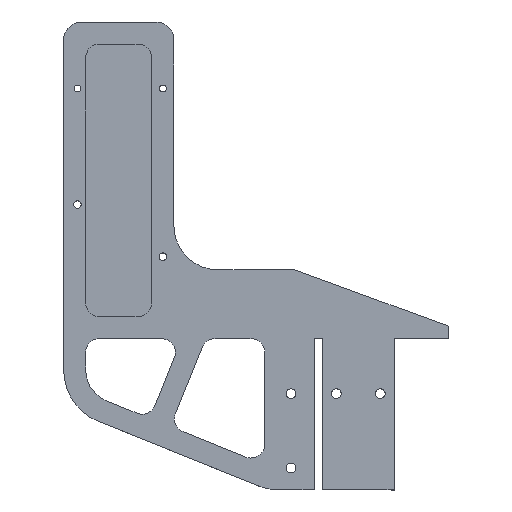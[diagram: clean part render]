
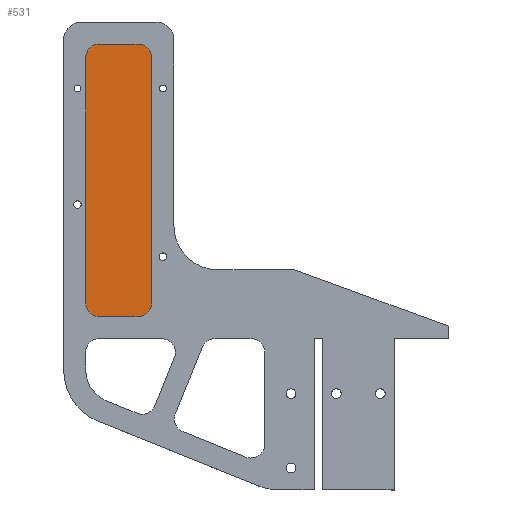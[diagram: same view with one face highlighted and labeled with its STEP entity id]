
A CAD part, top view. The second image highlights one B-rep face of the part: STEP entity #531.
In plain terms, the highlighted planar face has unit normal (0, 0, 1).
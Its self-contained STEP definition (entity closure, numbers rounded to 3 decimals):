
#24 = VECTOR ( 'NONE', #485, 1000. ) ;
#56 = ORIENTED_EDGE ( 'NONE', *, *, #1494, .F. ) ;
#80 = FACE_OUTER_BOUND ( 'NONE', #1443, .T. ) ;
#81 = DIRECTION ( 'NONE',  ( -1., 0., 0. ) ) ;
#84 = AXIS2_PLACEMENT_3D ( 'NONE', #704, #1352, #501 ) ;
#117 = ORIENTED_EDGE ( 'NONE', *, *, #997, .F. ) ;
#119 = ORIENTED_EDGE ( 'NONE', *, *, #1730, .F. ) ;
#170 = DIRECTION ( 'NONE',  ( 0., 0., 1. ) ) ;
#179 = VECTOR ( 'NONE', #544, 1000. ) ;
#180 = CIRCLE ( 'NONE', #539, 5. ) ;
#282 = CARTESIAN_POINT ( 'NONE',  ( -87.352, 288., 94. ) ) ;
#285 = ORIENTED_EDGE ( 'NONE', *, *, #1064, .F. ) ;
#351 = CARTESIAN_POINT ( 'NONE',  ( -92.352, 293., 94. ) ) ;
#353 = AXIS2_PLACEMENT_3D ( 'NONE', #351, #1201, #850 ) ;
#485 = DIRECTION ( 'NONE',  ( 0., 1., 0. ) ) ;
#501 = DIRECTION ( 'NONE',  ( -1., 0., 0. ) ) ;
#529 = CARTESIAN_POINT ( 'NONE',  ( -106.352, 382., 94. ) ) ;
#531 = ADVANCED_FACE ( 'NONE', ( #80 ), #688, .T. ) ;
#539 = AXIS2_PLACEMENT_3D ( 'NONE', #529, #1932, #632 ) ;
#544 = DIRECTION ( 'NONE',  ( 0., -1., 0. ) ) ;
#572 = CARTESIAN_POINT ( 'NONE',  ( -92.352, 288., 94. ) ) ;
#575 = CARTESIAN_POINT ( 'NONE',  ( -87.352, 293., 94. ) ) ;
#632 = DIRECTION ( 'NONE',  ( -1., 0., 0. ) ) ;
#637 = DIRECTION ( 'NONE',  ( -1., 0., 0. ) ) ;
#639 = CIRCLE ( 'NONE', #1757, 5. ) ;
#659 = VERTEX_POINT ( 'NONE', #1766 ) ;
#661 = VECTOR ( 'NONE', #637, 1000. ) ;
#669 = CARTESIAN_POINT ( 'NONE',  ( -111.352, 288., 94. ) ) ;
#681 = EDGE_CURVE ( 'NONE', #699, #1530, #180, .T. ) ;
#688 = PLANE ( 'NONE',  #1218 ) ;
#699 = VERTEX_POINT ( 'NONE', #1818 ) ;
#704 = CARTESIAN_POINT ( 'NONE',  ( -106.352, 293., 94. ) ) ;
#762 = DIRECTION ( 'NONE',  ( 1., 0., 0. ) ) ;
#850 = DIRECTION ( 'NONE',  ( -1., 0., 0. ) ) ;
#868 = EDGE_CURVE ( 'NONE', #659, #699, #934, .T. ) ;
#888 = VERTEX_POINT ( 'NONE', #2018 ) ;
#934 = LINE ( 'NONE', #669, #24 ) ;
#951 = EDGE_CURVE ( 'NONE', #1367, #2034, #2045, .T. ) ;
#987 = LINE ( 'NONE', #2073, #179 ) ;
#997 = EDGE_CURVE ( 'NONE', #1691, #659, #1138, .T. ) ;
#1064 = EDGE_CURVE ( 'NONE', #888, #1367, #987, .T. ) ;
#1100 = CARTESIAN_POINT ( 'NONE',  ( -92.352, 382., 94. ) ) ;
#1138 = CIRCLE ( 'NONE', #84, 5. ) ;
#1177 = ORIENTED_EDGE ( 'NONE', *, *, #1525, .F. ) ;
#1201 = DIRECTION ( 'NONE',  ( 0., 0., -1. ) ) ;
#1218 = AXIS2_PLACEMENT_3D ( 'NONE', #1868, #170, #1861 ) ;
#1261 = ORIENTED_EDGE ( 'NONE', *, *, #868, .F. ) ;
#1287 = DIRECTION ( 'NONE',  ( 0., 0., -1. ) ) ;
#1352 = DIRECTION ( 'NONE',  ( 0., 0., -1. ) ) ;
#1367 = VERTEX_POINT ( 'NONE', #575 ) ;
#1443 = EDGE_LOOP ( 'NONE', ( #56, #1827, #1261, #117, #119, #1665, #285, #1177 ) ) ;
#1494 = EDGE_CURVE ( 'NONE', #1530, #1640, #1811, .T. ) ;
#1525 = EDGE_CURVE ( 'NONE', #1640, #888, #639, .T. ) ;
#1530 = VERTEX_POINT ( 'NONE', #1960 ) ;
#1640 = VERTEX_POINT ( 'NONE', #2147 ) ;
#1665 = ORIENTED_EDGE ( 'NONE', *, *, #951, .F. ) ;
#1691 = VERTEX_POINT ( 'NONE', #2171 ) ;
#1705 = VECTOR ( 'NONE', #762, 1000. ) ;
#1722 = LINE ( 'NONE', #282, #661 ) ;
#1730 = EDGE_CURVE ( 'NONE', #2034, #1691, #1722, .T. ) ;
#1757 = AXIS2_PLACEMENT_3D ( 'NONE', #1100, #1287, #81 ) ;
#1766 = CARTESIAN_POINT ( 'NONE',  ( -111.352, 293., 94. ) ) ;
#1781 = CARTESIAN_POINT ( 'NONE',  ( -111.352, 387., 94. ) ) ;
#1811 = LINE ( 'NONE', #1781, #1705 ) ;
#1818 = CARTESIAN_POINT ( 'NONE',  ( -111.352, 382., 94. ) ) ;
#1827 = ORIENTED_EDGE ( 'NONE', *, *, #681, .F. ) ;
#1861 = DIRECTION ( 'NONE',  ( -1., 0., 0. ) ) ;
#1868 = CARTESIAN_POINT ( 'NONE',  ( 0., 0., 94. ) ) ;
#1932 = DIRECTION ( 'NONE',  ( 0., 0., -1. ) ) ;
#1960 = CARTESIAN_POINT ( 'NONE',  ( -106.352, 387., 94. ) ) ;
#2018 = CARTESIAN_POINT ( 'NONE',  ( -87.352, 382., 94. ) ) ;
#2034 = VERTEX_POINT ( 'NONE', #572 ) ;
#2045 = CIRCLE ( 'NONE', #353, 5. ) ;
#2073 = CARTESIAN_POINT ( 'NONE',  ( -87.352, 387., 94. ) ) ;
#2147 = CARTESIAN_POINT ( 'NONE',  ( -92.352, 387., 94. ) ) ;
#2171 = CARTESIAN_POINT ( 'NONE',  ( -106.352, 288., 94. ) ) ;
